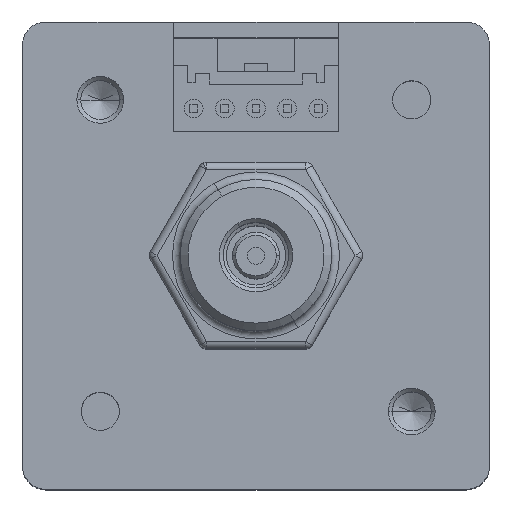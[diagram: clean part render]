
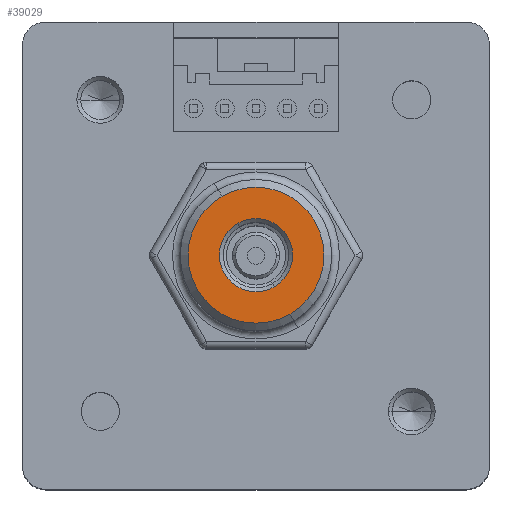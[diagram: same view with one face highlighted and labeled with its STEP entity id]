
A CAD part, top view. The second image highlights one B-rep face of the part: STEP entity #39029.
In plain terms, the highlighted planar face has unit normal (0, 0, 1).
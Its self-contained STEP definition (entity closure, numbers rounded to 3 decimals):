
#1873 = ORIENTED_EDGE ( 'NONE', *, *, #25116, .T. ) ;
#3357 = CIRCLE ( 'NONE', #19650, 4.363 ) ;
#4180 = FACE_BOUND ( 'NONE', #14733, .T. ) ;
#4255 = DIRECTION ( 'NONE',  ( 0., 0., -1. ) ) ;
#4318 = CARTESIAN_POINT ( 'NONE',  ( -2.181, 3.778, 42.2 ) ) ;
#4601 = DIRECTION ( 'NONE',  ( -0.5, 0.866, 0. ) ) ;
#4882 = DIRECTION ( 'NONE',  ( -0.5, 0.866, 0. ) ) ;
#5298 = PLANE ( 'NONE',  #35894 ) ;
#7349 = VERTEX_POINT ( 'NONE', #33073 ) ;
#7695 = DIRECTION ( 'NONE',  ( -0.5, 0.866, 0. ) ) ;
#8542 = ORIENTED_EDGE ( 'NONE', *, *, #38848, .T. ) ;
#10450 = EDGE_LOOP ( 'NONE', ( #11391, #19249 ) ) ;
#10456 = DIRECTION ( 'NONE',  ( 0., 0., 1. ) ) ;
#11160 = DIRECTION ( 'NONE',  ( -0.5, 0.866, 0. ) ) ;
#11205 = AXIS2_PLACEMENT_3D ( 'NONE', #27015, #4255, #11160 ) ;
#11391 = ORIENTED_EDGE ( 'NONE', *, *, #15110, .T. ) ;
#12015 = CIRCLE ( 'NONE', #29445, 4.363 ) ;
#12285 = DIRECTION ( 'NONE',  ( -0.5, 0.866, 0. ) ) ;
#14733 = EDGE_LOOP ( 'NONE', ( #1873, #8542 ) ) ;
#14972 = CIRCLE ( 'NONE', #11205, 2.35 ) ;
#15110 = EDGE_CURVE ( 'NONE', #17578, #38856, #12015, .T. ) ;
#17578 = VERTEX_POINT ( 'NONE', #20190 ) ;
#19249 = ORIENTED_EDGE ( 'NONE', *, *, #40544, .T. ) ;
#19650 = AXIS2_PLACEMENT_3D ( 'NONE', #27295, #10456, #7695 ) ;
#19972 = CARTESIAN_POINT ( 'NONE',  ( -1.175, 2.035, 42.2 ) ) ;
#20190 = CARTESIAN_POINT ( 'NONE',  ( 2.181, -3.778, 42.2 ) ) ;
#20898 = AXIS2_PLACEMENT_3D ( 'NONE', #21064, #24333, #4601 ) ;
#21064 = CARTESIAN_POINT ( 'NONE',  ( 0., 0., 42.2 ) ) ;
#21107 = CIRCLE ( 'NONE', #20898, 2.35 ) ;
#24125 = FACE_OUTER_BOUND ( 'NONE', #10450, .T. ) ;
#24333 = DIRECTION ( 'NONE',  ( 0., 0., -1. ) ) ;
#24739 = CARTESIAN_POINT ( 'NONE',  ( -6.928, 0., 42.2 ) ) ;
#25116 = EDGE_CURVE ( 'NONE', #26669, #7349, #14972, .T. ) ;
#26669 = VERTEX_POINT ( 'NONE', #19972 ) ;
#27015 = CARTESIAN_POINT ( 'NONE',  ( 0., 0., 42.2 ) ) ;
#27295 = CARTESIAN_POINT ( 'NONE',  ( 0., 0., 42.2 ) ) ;
#28539 = DIRECTION ( 'NONE',  ( 0., 0., 1. ) ) ;
#29445 = AXIS2_PLACEMENT_3D ( 'NONE', #35210, #28539, #12285 ) ;
#33073 = CARTESIAN_POINT ( 'NONE',  ( 1.175, -2.035, 42.2 ) ) ;
#35210 = CARTESIAN_POINT ( 'NONE',  ( 0., 0., 42.2 ) ) ;
#35894 = AXIS2_PLACEMENT_3D ( 'NONE', #24739, #40993, #4882 ) ;
#38848 = EDGE_CURVE ( 'NONE', #7349, #26669, #21107, .T. ) ;
#38856 = VERTEX_POINT ( 'NONE', #4318 ) ;
#39029 = ADVANCED_FACE ( 'NONE', ( #4180, #24125 ), #5298, .T. ) ;
#40544 = EDGE_CURVE ( 'NONE', #38856, #17578, #3357, .T. ) ;
#40993 = DIRECTION ( 'NONE',  ( 0., 0., 1. ) ) ;
